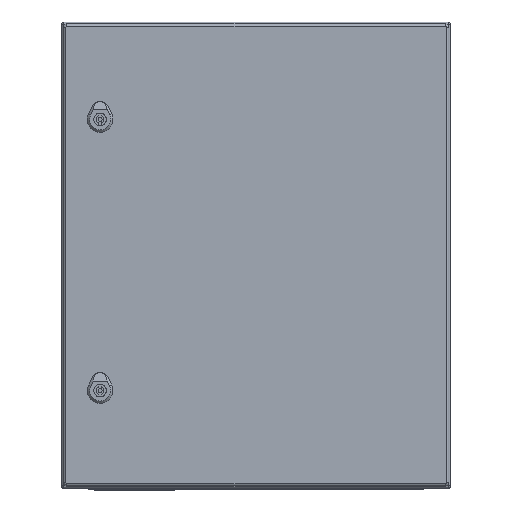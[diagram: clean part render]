
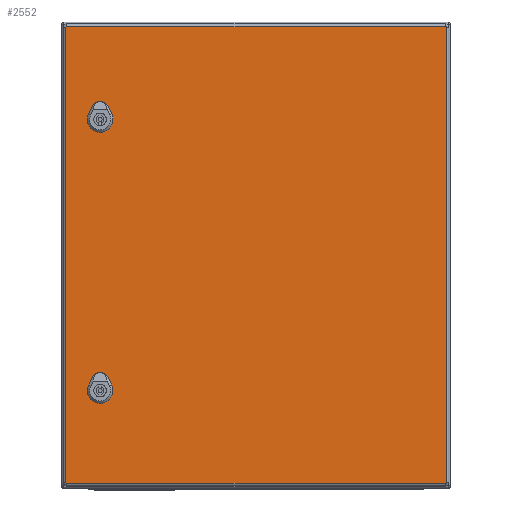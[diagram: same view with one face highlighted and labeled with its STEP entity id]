
A CAD part, top view. The second image highlights one B-rep face of the part: STEP entity #2552.
In plain terms, the highlighted face is planar.
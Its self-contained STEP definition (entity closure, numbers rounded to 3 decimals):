
#1503=FACE_BOUND('',#3869,.T.);
#1504=FACE_BOUND('',#3870,.T.);
#1505=FACE_BOUND('',#3871,.T.);
#2119=CIRCLE('',#10475,1.);
#2120=CIRCLE('',#10476,1.);
#2121=CIRCLE('',#10477,1.);
#2122=CIRCLE('',#10478,1.);
#2123=CIRCLE('',#10479,11.25);
#2124=CIRCLE('',#10480,11.25);
#2125=CIRCLE('',#10481,11.25);
#2126=CIRCLE('',#10482,11.25);
#2127=CIRCLE('',#10483,11.25);
#2128=CIRCLE('',#10484,11.25);
#2129=CIRCLE('',#10485,11.25);
#2130=CIRCLE('',#10486,11.25);
#2552=ADVANCED_FACE('',(#1503,#1504,#1505),#2861,.F.);
#2861=PLANE('',#10487);
#3869=EDGE_LOOP('',(#5443,#5444,#5445,#5446,#5447,#5448,#5449,#5450));
#3870=EDGE_LOOP('',(#5451,#5452,#5453,#5454,#5455,#5456,#5457,#5458));
#3871=EDGE_LOOP('',(#5459,#5460,#5461,#5462,#5463,#5464,#5465,#5466));
#5443=ORIENTED_EDGE('',*,*,#8079,.F.);
#5444=ORIENTED_EDGE('',*,*,#8080,.F.);
#5445=ORIENTED_EDGE('',*,*,#8081,.F.);
#5446=ORIENTED_EDGE('',*,*,#8082,.F.);
#5447=ORIENTED_EDGE('',*,*,#8083,.F.);
#5448=ORIENTED_EDGE('',*,*,#8084,.F.);
#5449=ORIENTED_EDGE('',*,*,#8085,.F.);
#5450=ORIENTED_EDGE('',*,*,#8086,.F.);
#5451=ORIENTED_EDGE('',*,*,#8087,.T.);
#5452=ORIENTED_EDGE('',*,*,#8088,.T.);
#5453=ORIENTED_EDGE('',*,*,#8089,.T.);
#5454=ORIENTED_EDGE('',*,*,#8090,.T.);
#5455=ORIENTED_EDGE('',*,*,#8091,.T.);
#5456=ORIENTED_EDGE('',*,*,#8092,.T.);
#5457=ORIENTED_EDGE('',*,*,#8093,.T.);
#5458=ORIENTED_EDGE('',*,*,#8094,.T.);
#5459=ORIENTED_EDGE('',*,*,#8095,.F.);
#5460=ORIENTED_EDGE('',*,*,#8096,.F.);
#5461=ORIENTED_EDGE('',*,*,#8097,.F.);
#5462=ORIENTED_EDGE('',*,*,#8098,.F.);
#5463=ORIENTED_EDGE('',*,*,#8099,.F.);
#5464=ORIENTED_EDGE('',*,*,#8100,.F.);
#5465=ORIENTED_EDGE('',*,*,#8101,.F.);
#5466=ORIENTED_EDGE('',*,*,#8102,.F.);
#7075=VERTEX_POINT('',#15450);
#7076=VERTEX_POINT('',#15451);
#7077=VERTEX_POINT('',#15453);
#7078=VERTEX_POINT('',#15455);
#7079=VERTEX_POINT('',#15457);
#7080=VERTEX_POINT('',#15459);
#7081=VERTEX_POINT('',#15461);
#7082=VERTEX_POINT('',#15463);
#7083=VERTEX_POINT('',#15466);
#7084=VERTEX_POINT('',#15467);
#7085=VERTEX_POINT('',#15469);
#7086=VERTEX_POINT('',#15471);
#7087=VERTEX_POINT('',#15473);
#7088=VERTEX_POINT('',#15475);
#7089=VERTEX_POINT('',#15477);
#7090=VERTEX_POINT('',#15479);
#7091=VERTEX_POINT('',#15482);
#7092=VERTEX_POINT('',#15483);
#7093=VERTEX_POINT('',#15485);
#7094=VERTEX_POINT('',#15487);
#7095=VERTEX_POINT('',#15489);
#7096=VERTEX_POINT('',#15491);
#7097=VERTEX_POINT('',#15493);
#7098=VERTEX_POINT('',#15495);
#8079=EDGE_CURVE('',#7075,#7076,#2119,.T.);
#8080=EDGE_CURVE('',#7077,#7075,#8901,.T.);
#8081=EDGE_CURVE('',#7078,#7077,#2120,.T.);
#8082=EDGE_CURVE('',#7079,#7078,#8902,.T.);
#8083=EDGE_CURVE('',#7080,#7079,#2121,.T.);
#8084=EDGE_CURVE('',#7081,#7080,#8903,.T.);
#8085=EDGE_CURVE('',#7082,#7081,#2122,.T.);
#8086=EDGE_CURVE('',#7076,#7082,#8904,.T.);
#8087=EDGE_CURVE('',#7083,#7084,#8905,.T.);
#8088=EDGE_CURVE('',#7084,#7085,#2123,.T.);
#8089=EDGE_CURVE('',#7085,#7086,#8906,.T.);
#8090=EDGE_CURVE('',#7086,#7087,#2124,.T.);
#8091=EDGE_CURVE('',#7087,#7088,#8907,.T.);
#8092=EDGE_CURVE('',#7088,#7089,#2125,.T.);
#8093=EDGE_CURVE('',#7089,#7090,#8908,.T.);
#8094=EDGE_CURVE('',#7090,#7083,#2126,.T.);
#8095=EDGE_CURVE('',#7091,#7092,#2127,.T.);
#8096=EDGE_CURVE('',#7093,#7091,#8909,.T.);
#8097=EDGE_CURVE('',#7094,#7093,#2128,.T.);
#8098=EDGE_CURVE('',#7095,#7094,#8910,.T.);
#8099=EDGE_CURVE('',#7096,#7095,#2129,.T.);
#8100=EDGE_CURVE('',#7097,#7096,#8911,.T.);
#8101=EDGE_CURVE('',#7098,#7097,#2130,.T.);
#8102=EDGE_CURVE('',#7092,#7098,#8912,.T.);
#8901=LINE('',#15452,#9551);
#8902=LINE('',#15456,#9552);
#8903=LINE('',#15460,#9553);
#8904=LINE('',#15464,#9554);
#8905=LINE('',#15465,#9555);
#8906=LINE('',#15470,#9556);
#8907=LINE('',#15474,#9557);
#8908=LINE('',#15478,#9558);
#8909=LINE('',#15484,#9559);
#8910=LINE('',#15488,#9560);
#8911=LINE('',#15492,#9561);
#8912=LINE('',#15496,#9562);
#9551=VECTOR('',#12475,1.);
#9552=VECTOR('',#12478,1.);
#9553=VECTOR('',#12481,1.);
#9554=VECTOR('',#12484,1.);
#9555=VECTOR('',#12485,1.);
#9556=VECTOR('',#12488,1.);
#9557=VECTOR('',#12491,1.);
#9558=VECTOR('',#12494,1.);
#9559=VECTOR('',#12499,1.);
#9560=VECTOR('',#12502,1.);
#9561=VECTOR('',#12505,1.);
#9562=VECTOR('',#12508,1.);
#10475=AXIS2_PLACEMENT_3D('',#15449,#12473,#12474);
#10476=AXIS2_PLACEMENT_3D('',#15454,#12476,#12477);
#10477=AXIS2_PLACEMENT_3D('',#15458,#12479,#12480);
#10478=AXIS2_PLACEMENT_3D('',#15462,#12482,#12483);
#10479=AXIS2_PLACEMENT_3D('',#15468,#12486,#12487);
#10480=AXIS2_PLACEMENT_3D('',#15472,#12489,#12490);
#10481=AXIS2_PLACEMENT_3D('',#15476,#12492,#12493);
#10482=AXIS2_PLACEMENT_3D('',#15480,#12495,#12496);
#10483=AXIS2_PLACEMENT_3D('',#15481,#12497,#12498);
#10484=AXIS2_PLACEMENT_3D('',#15486,#12500,#12501);
#10485=AXIS2_PLACEMENT_3D('',#15490,#12503,#12504);
#10486=AXIS2_PLACEMENT_3D('',#15494,#12506,#12507);
#10487=AXIS2_PLACEMENT_3D('',#15497,#12509,#12510);
#12473=DIRECTION('',(0.,0.,1.));
#12474=DIRECTION('',(1.,0.,0.));
#12475=DIRECTION('',(0.,-1.,0.));
#12476=DIRECTION('',(0.,0.,1.));
#12477=DIRECTION('',(1.,0.,0.));
#12478=DIRECTION('',(-1.,0.,0.));
#12479=DIRECTION('',(0.,0.,1.));
#12480=DIRECTION('',(1.,0.,0.));
#12481=DIRECTION('',(0.,1.,0.));
#12482=DIRECTION('',(0.,0.,1.));
#12483=DIRECTION('',(1.,0.,0.));
#12484=DIRECTION('',(1.,0.,0.));
#12485=DIRECTION('',(-1.,0.,0.));
#12486=DIRECTION('',(0.,0.,1.));
#12487=DIRECTION('',(1.,0.,0.));
#12488=DIRECTION('',(0.,-1.,0.));
#12489=DIRECTION('',(0.,0.,1.));
#12490=DIRECTION('',(1.,0.,0.));
#12491=DIRECTION('',(1.,0.,0.));
#12492=DIRECTION('',(0.,0.,1.));
#12493=DIRECTION('',(1.,0.,0.));
#12494=DIRECTION('',(0.,1.,0.));
#12495=DIRECTION('',(0.,0.,1.));
#12496=DIRECTION('',(1.,0.,0.));
#12497=DIRECTION('',(0.,0.,-1.));
#12498=DIRECTION('',(1.,0.,0.));
#12499=DIRECTION('',(-1.,0.,0.));
#12500=DIRECTION('',(0.,0.,-1.));
#12501=DIRECTION('',(1.,0.,0.));
#12502=DIRECTION('',(0.,-1.,0.));
#12503=DIRECTION('',(0.,0.,-1.));
#12504=DIRECTION('',(1.,0.,0.));
#12505=DIRECTION('',(1.,0.,0.));
#12506=DIRECTION('',(0.,0.,-1.));
#12507=DIRECTION('',(1.,0.,0.));
#12508=DIRECTION('',(0.,1.,0.));
#12509=DIRECTION('',(0.,0.,1.));
#12510=DIRECTION('',(1.,0.,0.));
#15449=CARTESIAN_POINT('',(-243.75,-293.,0.));
#15450=CARTESIAN_POINT('',(-244.75,-293.,0.));
#15451=CARTESIAN_POINT('',(-243.75,-294.,0.));
#15452=CARTESIAN_POINT('',(-244.75,293.,0.));
#15453=CARTESIAN_POINT('',(-244.75,293.,0.));
#15454=CARTESIAN_POINT('',(-243.75,293.,0.));
#15455=CARTESIAN_POINT('',(-243.75,294.,0.));
#15456=CARTESIAN_POINT('',(243.75,294.,0.));
#15457=CARTESIAN_POINT('',(243.75,294.,0.));
#15458=CARTESIAN_POINT('',(243.75,293.,0.));
#15459=CARTESIAN_POINT('',(244.75,293.,0.));
#15460=CARTESIAN_POINT('',(244.75,-293.,0.));
#15461=CARTESIAN_POINT('',(244.75,-293.,0.));
#15462=CARTESIAN_POINT('',(243.75,-293.,0.));
#15463=CARTESIAN_POINT('',(243.75,-294.,0.));
#15464=CARTESIAN_POINT('',(-243.75,-294.,0.));
#15465=CARTESIAN_POINT('',(-243.75,184.7,0.));
#15466=CARTESIAN_POINT('',(205.496,184.7,0.));
#15467=CARTESIAN_POINT('',(196.004,184.7,0.));
#15468=CARTESIAN_POINT('',(200.75,174.5,0.));
#15469=CARTESIAN_POINT('',(190.55,179.246,0.));
#15470=CARTESIAN_POINT('',(190.55,293.,0.));
#15471=CARTESIAN_POINT('',(190.55,169.754,0.));
#15472=CARTESIAN_POINT('',(200.75,174.5,0.));
#15473=CARTESIAN_POINT('',(196.004,164.3,0.));
#15474=CARTESIAN_POINT('',(-243.75,164.3,0.));
#15475=CARTESIAN_POINT('',(205.496,164.3,0.));
#15476=CARTESIAN_POINT('',(200.75,174.5,0.));
#15477=CARTESIAN_POINT('',(210.95,169.754,0.));
#15478=CARTESIAN_POINT('',(210.95,293.,0.));
#15479=CARTESIAN_POINT('',(210.95,179.246,0.));
#15480=CARTESIAN_POINT('',(200.75,174.5,0.));
#15481=CARTESIAN_POINT('',(200.75,-174.5,0.));
#15482=CARTESIAN_POINT('',(196.004,-184.7,0.));
#15483=CARTESIAN_POINT('',(190.55,-179.246,0.));
#15484=CARTESIAN_POINT('',(-243.75,-184.7,0.));
#15485=CARTESIAN_POINT('',(205.496,-184.7,0.));
#15486=CARTESIAN_POINT('',(200.75,-174.5,0.));
#15487=CARTESIAN_POINT('',(210.95,-179.246,0.));
#15488=CARTESIAN_POINT('',(210.95,293.,0.));
#15489=CARTESIAN_POINT('',(210.95,-169.754,0.));
#15490=CARTESIAN_POINT('',(200.75,-174.5,0.));
#15491=CARTESIAN_POINT('',(205.496,-164.3,0.));
#15492=CARTESIAN_POINT('',(-243.75,-164.3,0.));
#15493=CARTESIAN_POINT('',(196.004,-164.3,0.));
#15494=CARTESIAN_POINT('',(200.75,-174.5,0.));
#15495=CARTESIAN_POINT('',(190.55,-169.754,0.));
#15496=CARTESIAN_POINT('',(190.55,293.,0.));
#15497=CARTESIAN_POINT('',(-243.75,293.,0.));
